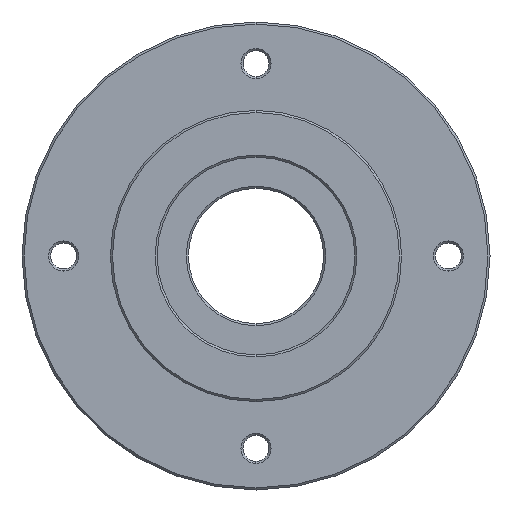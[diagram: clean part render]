
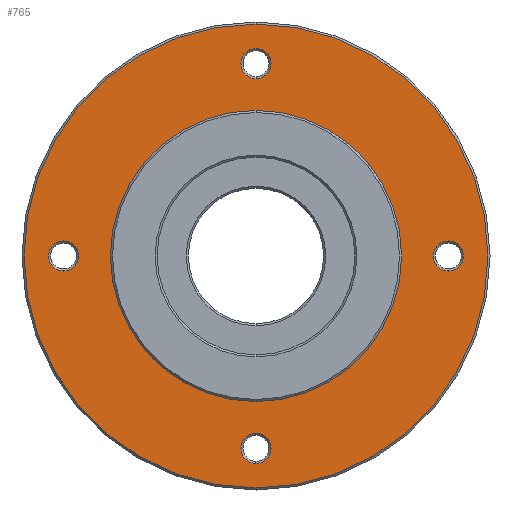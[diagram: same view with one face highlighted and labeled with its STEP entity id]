
A CAD part, front view. The second image highlights one B-rep face of the part: STEP entity #765.
In plain terms, the highlighted planar face has unit normal (0, -1, 0).
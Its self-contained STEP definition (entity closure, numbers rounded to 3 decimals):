
#12 = AXIS2_PLACEMENT_3D ( 'NONE', #984, #1516, #376 ) ;
#33 = EDGE_LOOP ( 'NONE', ( #172, #49 ) ) ;
#49 = ORIENTED_EDGE ( 'NONE', *, *, #642, .T. ) ;
#56 = DIRECTION ( 'NONE',  ( 0., 0., 1. ) ) ;
#57 = DIRECTION ( 'NONE',  ( 0., 1., 0. ) ) ;
#69 = PLANE ( 'NONE',  #1678 ) ;
#75 = DIRECTION ( 'NONE',  ( 0., 1., 0. ) ) ;
#83 = VERTEX_POINT ( 'NONE', #1055 ) ;
#95 = AXIS2_PLACEMENT_3D ( 'NONE', #1619, #57, #941 ) ;
#103 = CARTESIAN_POINT ( 'NONE',  ( 18.5, 8.5, -1.45 ) ) ;
#114 = AXIS2_PLACEMENT_3D ( 'NONE', #1347, #1068, #194 ) ;
#126 = CIRCLE ( 'NONE', #1427, 22.3 ) ;
#133 = CARTESIAN_POINT ( 'NONE',  ( -18.5, 8.5, 0. ) ) ;
#142 = DIRECTION ( 'NONE',  ( 0., 1., 0. ) ) ;
#147 = EDGE_LOOP ( 'NONE', ( #1541, #1360 ) ) ;
#169 = CIRCLE ( 'NONE', #114, 14. ) ;
#172 = ORIENTED_EDGE ( 'NONE', *, *, #1521, .T. ) ;
#182 = ORIENTED_EDGE ( 'NONE', *, *, #1115, .T. ) ;
#194 = DIRECTION ( 'NONE',  ( 0., 0., -1. ) ) ;
#196 = CARTESIAN_POINT ( 'NONE',  ( 18.5, 8.5, 1.45 ) ) ;
#220 = EDGE_CURVE ( 'NONE', #433, #230, #1550, .T. ) ;
#230 = VERTEX_POINT ( 'NONE', #1617 ) ;
#251 = FACE_BOUND ( 'NONE', #328, .T. ) ;
#256 = VERTEX_POINT ( 'NONE', #196 ) ;
#290 = CIRCLE ( 'NONE', #1070, 1.45 ) ;
#303 = DIRECTION ( 'NONE',  ( 0., 0., 1. ) ) ;
#318 = DIRECTION ( 'NONE',  ( 0., 0., -1. ) ) ;
#328 = EDGE_LOOP ( 'NONE', ( #961, #182 ) ) ;
#357 = FACE_BOUND ( 'NONE', #943, .T. ) ;
#359 = DIRECTION ( 'NONE',  ( 0., -1., 0. ) ) ;
#371 = EDGE_CURVE ( 'NONE', #1223, #880, #973, .T. ) ;
#376 = DIRECTION ( 'NONE',  ( 0., 0., 1. ) ) ;
#381 = DIRECTION ( 'NONE',  ( 0., 1., 0. ) ) ;
#389 = CARTESIAN_POINT ( 'NONE',  ( 0., 8.5, -19.95 ) ) ;
#401 = CARTESIAN_POINT ( 'NONE',  ( 0., 8.5, 18.5 ) ) ;
#423 = DIRECTION ( 'NONE',  ( 0., 1., 0. ) ) ;
#433 = VERTEX_POINT ( 'NONE', #883 ) ;
#440 = CARTESIAN_POINT ( 'NONE',  ( 0., 8.5, 17.05 ) ) ;
#460 = ORIENTED_EDGE ( 'NONE', *, *, #733, .F. ) ;
#461 = EDGE_CURVE ( 'NONE', #1686, #685, #729, .T. ) ;
#478 = DIRECTION ( 'NONE',  ( 0., 1., 0. ) ) ;
#481 = DIRECTION ( 'NONE',  ( 0., -1., 0. ) ) ;
#506 = DIRECTION ( 'NONE',  ( 0., 0., 1. ) ) ;
#574 = DIRECTION ( 'NONE',  ( 0., 0., 1. ) ) ;
#604 = CARTESIAN_POINT ( 'NONE',  ( -18.5, 8.5, 1.45 ) ) ;
#608 = CARTESIAN_POINT ( 'NONE',  ( 0., 8.5, 0. ) ) ;
#612 = DIRECTION ( 'NONE',  ( 0., 0., 1. ) ) ;
#619 = CARTESIAN_POINT ( 'NONE',  ( 0., 8.5, 22.3 ) ) ;
#636 = CIRCLE ( 'NONE', #1263, 1.45 ) ;
#642 = EDGE_CURVE ( 'NONE', #256, #1224, #953, .T. ) ;
#648 = DIRECTION ( 'NONE',  ( 0., 0., 1. ) ) ;
#673 = AXIS2_PLACEMENT_3D ( 'NONE', #608, #359, #1242 ) ;
#676 = ORIENTED_EDGE ( 'NONE', *, *, #461, .T. ) ;
#685 = VERTEX_POINT ( 'NONE', #440 ) ;
#729 = CIRCLE ( 'NONE', #1165, 1.45 ) ;
#733 = EDGE_CURVE ( 'NONE', #230, #433, #169, .T. ) ;
#765 = ADVANCED_FACE ( 'NONE', ( #251, #1499, #851, #357, #1464, #1103 ), #69, .F. ) ;
#793 = EDGE_LOOP ( 'NONE', ( #460, #1606 ) ) ;
#808 = AXIS2_PLACEMENT_3D ( 'NONE', #1204, #1486, #318 ) ;
#811 = ORIENTED_EDGE ( 'NONE', *, *, #949, .T. ) ;
#836 = CARTESIAN_POINT ( 'NONE',  ( 0., 8.5, 0. ) ) ;
#851 = FACE_BOUND ( 'NONE', #33, .T. ) ;
#854 = DIRECTION ( 'NONE',  ( 0., 0., 1. ) ) ;
#875 = EDGE_CURVE ( 'NONE', #962, #1623, #1125, .T. ) ;
#880 = VERTEX_POINT ( 'NONE', #604 ) ;
#883 = CARTESIAN_POINT ( 'NONE',  ( 0., 8.5, 14. ) ) ;
#919 = VERTEX_POINT ( 'NONE', #389 ) ;
#930 = EDGE_CURVE ( 'NONE', #685, #1686, #636, .T. ) ;
#941 = DIRECTION ( 'NONE',  ( 0., 0., 1. ) ) ;
#943 = EDGE_LOOP ( 'NONE', ( #811, #1411 ) ) ;
#949 = EDGE_CURVE ( 'NONE', #919, #83, #1314, .T. ) ;
#953 = CIRCLE ( 'NONE', #1515, 1.45 ) ;
#961 = ORIENTED_EDGE ( 'NONE', *, *, #371, .T. ) ;
#962 = VERTEX_POINT ( 'NONE', #619 ) ;
#973 = CIRCLE ( 'NONE', #1106, 1.45 ) ;
#984 = CARTESIAN_POINT ( 'NONE',  ( 0., 8.5, -18.5 ) ) ;
#1055 = CARTESIAN_POINT ( 'NONE',  ( 0., 8.5, -17.05 ) ) ;
#1068 = DIRECTION ( 'NONE',  ( 0., -1., 0. ) ) ;
#1070 = AXIS2_PLACEMENT_3D ( 'NONE', #133, #75, #574 ) ;
#1101 = CARTESIAN_POINT ( 'NONE',  ( 18.5, 8.5, 0. ) ) ;
#1103 = FACE_BOUND ( 'NONE', #793, .T. ) ;
#1106 = AXIS2_PLACEMENT_3D ( 'NONE', #1270, #1668, #506 ) ;
#1115 = EDGE_CURVE ( 'NONE', #880, #1223, #290, .T. ) ;
#1125 = CIRCLE ( 'NONE', #673, 22.3 ) ;
#1127 = EDGE_CURVE ( 'NONE', #83, #919, #1674, .T. ) ;
#1150 = CARTESIAN_POINT ( 'NONE',  ( -18.5, 8.5, -1.45 ) ) ;
#1165 = AXIS2_PLACEMENT_3D ( 'NONE', #401, #142, #648 ) ;
#1184 = EDGE_CURVE ( 'NONE', #1623, #962, #126, .T. ) ;
#1189 = CARTESIAN_POINT ( 'NONE',  ( 18.5, 8.5, 0. ) ) ;
#1204 = CARTESIAN_POINT ( 'NONE',  ( 0., 8.5, 0. ) ) ;
#1220 = CARTESIAN_POINT ( 'NONE',  ( -14., 8.5, 0. ) ) ;
#1223 = VERTEX_POINT ( 'NONE', #1150 ) ;
#1224 = VERTEX_POINT ( 'NONE', #103 ) ;
#1232 = DIRECTION ( 'NONE',  ( 0., 0., 1. ) ) ;
#1239 = EDGE_LOOP ( 'NONE', ( #1654, #676 ) ) ;
#1242 = DIRECTION ( 'NONE',  ( 0., 0., 1. ) ) ;
#1259 = CARTESIAN_POINT ( 'NONE',  ( 0., 8.5, -22.3 ) ) ;
#1263 = AXIS2_PLACEMENT_3D ( 'NONE', #1679, #381, #854 ) ;
#1270 = CARTESIAN_POINT ( 'NONE',  ( -18.5, 8.5, 0. ) ) ;
#1314 = CIRCLE ( 'NONE', #12, 1.45 ) ;
#1347 = CARTESIAN_POINT ( 'NONE',  ( 0., 8.5, 0. ) ) ;
#1360 = ORIENTED_EDGE ( 'NONE', *, *, #1184, .T. ) ;
#1411 = ORIENTED_EDGE ( 'NONE', *, *, #1127, .T. ) ;
#1427 = AXIS2_PLACEMENT_3D ( 'NONE', #836, #481, #612 ) ;
#1464 = FACE_OUTER_BOUND ( 'NONE', #147, .T. ) ;
#1486 = DIRECTION ( 'NONE',  ( 0., -1., 0. ) ) ;
#1499 = FACE_BOUND ( 'NONE', #1239, .T. ) ;
#1515 = AXIS2_PLACEMENT_3D ( 'NONE', #1189, #423, #303 ) ;
#1516 = DIRECTION ( 'NONE',  ( 0., 1., 0. ) ) ;
#1521 = EDGE_CURVE ( 'NONE', #1224, #256, #1535, .T. ) ;
#1524 = AXIS2_PLACEMENT_3D ( 'NONE', #1101, #478, #1232 ) ;
#1535 = CIRCLE ( 'NONE', #1524, 1.45 ) ;
#1541 = ORIENTED_EDGE ( 'NONE', *, *, #875, .T. ) ;
#1550 = CIRCLE ( 'NONE', #808, 14. ) ;
#1581 = CARTESIAN_POINT ( 'NONE',  ( 0., 8.5, 19.95 ) ) ;
#1606 = ORIENTED_EDGE ( 'NONE', *, *, #220, .F. ) ;
#1617 = CARTESIAN_POINT ( 'NONE',  ( 0., 8.5, -14. ) ) ;
#1619 = CARTESIAN_POINT ( 'NONE',  ( 0., 8.5, -18.5 ) ) ;
#1623 = VERTEX_POINT ( 'NONE', #1259 ) ;
#1627 = DIRECTION ( 'NONE',  ( 0., 1., 0. ) ) ;
#1654 = ORIENTED_EDGE ( 'NONE', *, *, #930, .T. ) ;
#1668 = DIRECTION ( 'NONE',  ( 0., 1., 0. ) ) ;
#1674 = CIRCLE ( 'NONE', #95, 1.45 ) ;
#1678 = AXIS2_PLACEMENT_3D ( 'NONE', #1220, #1627, #56 ) ;
#1679 = CARTESIAN_POINT ( 'NONE',  ( 0., 8.5, 18.5 ) ) ;
#1686 = VERTEX_POINT ( 'NONE', #1581 ) ;
